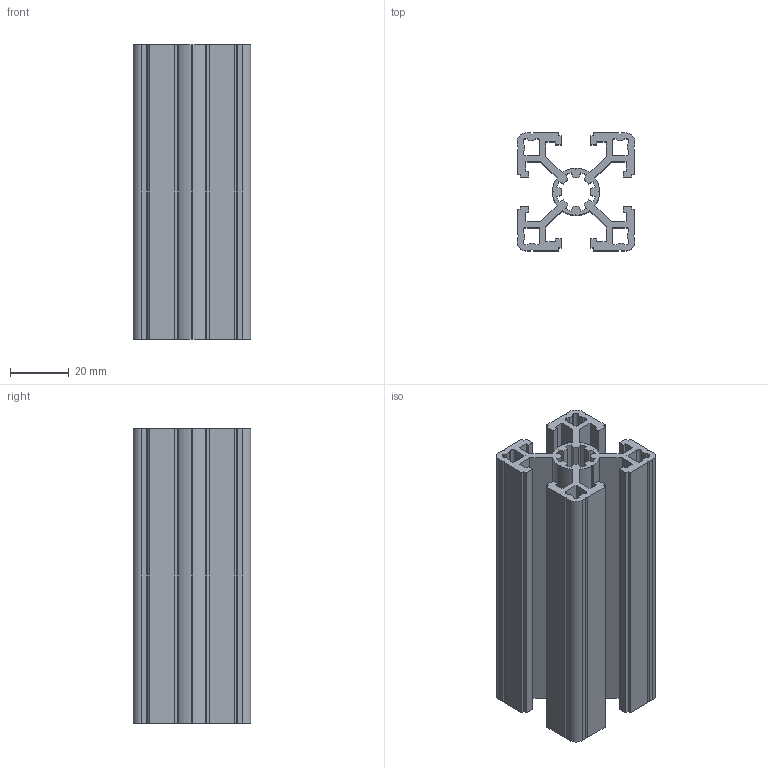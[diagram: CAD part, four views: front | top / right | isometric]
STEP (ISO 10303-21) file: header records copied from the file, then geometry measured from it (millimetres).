
FILE_DESCRIPTION (( 'STEP AP203' ), '1' );
FILE_NAME ('Alu profile.STEP', '2012-05-12T14:17:33', ( 'Sasa' ), ( '' ), 'SwSTEP 2.0', 'SolidWorks 2011', '' );
FILE_SCHEMA (( 'CONFIG_CONTROL_DESIGN' ));
Length unit declared in the file: millimetre
Products named in the file (1): Alu profile
Bounding box: 40 x 40 x 100 mm (x, y, z)
Volume: 54589.6 mm3; surface area: 50532.4 mm2
Topology: 1 solids, 1 shells, 211 faces, 627 edges, 418 vertices
Faces by surface type: plane 170, cylinder 41
Entity records: 7100 total; most frequent: CARTESIAN_POINT 1257, ORIENTED_EDGE 1254, DIRECTION 1133, EDGE_CURVE 627, VECTOR 545, LINE 545, VERTEX_POINT 418, AXIS2_PLACEMENT_3D 294
